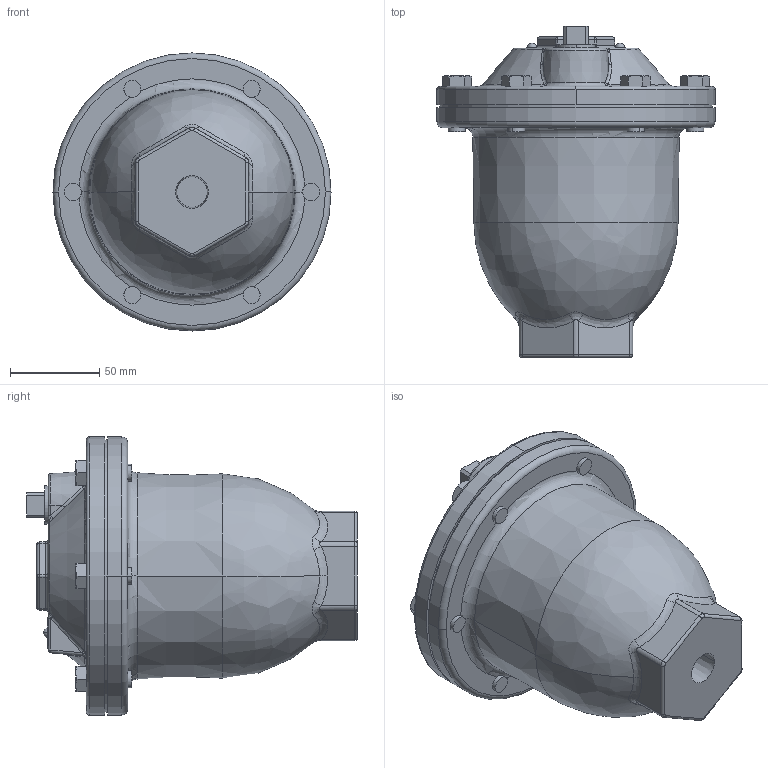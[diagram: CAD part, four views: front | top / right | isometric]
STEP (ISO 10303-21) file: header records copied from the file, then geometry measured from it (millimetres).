
FILE_DESCRIPTION((''),'2;1');
FILE_NAME('100S_SW0001','2023-10-31T07:23:48',('jlesh'),(''),'CREO PARAMETRIC BY PTC INC, 2023072','CREO PARAMETRIC BY PTC INC, 2023072','');
FILE_SCHEMA(('AUTOMOTIVE_DESIGN { 1 0 10303 214 1 1 1 1 }'));
Length unit declared in the file: inch
Products named in the file (1): 100S_SW0001
Bounding box: 155.57 x 185.15 x 155.57 mm (x, y, z)
Volume: 1645869.2 mm3; surface area: 94844.2 mm2
Topology: 1 solids, 1 shells, 286 faces, 656 edges, 386 vertices
Faces by surface type: plane 93, cylinder 67, cone 48, bspline 47, torus 19, sphere 12
Entity records: 13657 total; most frequent: CARTESIAN_POINT 5696, COLOUR_RGB 1329, ORIENTED_EDGE 1304, DIRECTION 1230, EDGE_CURVE 652, AXIS2_PLACEMENT_3D 501, VERTEX_POINT 386, EDGE_LOOP 304
